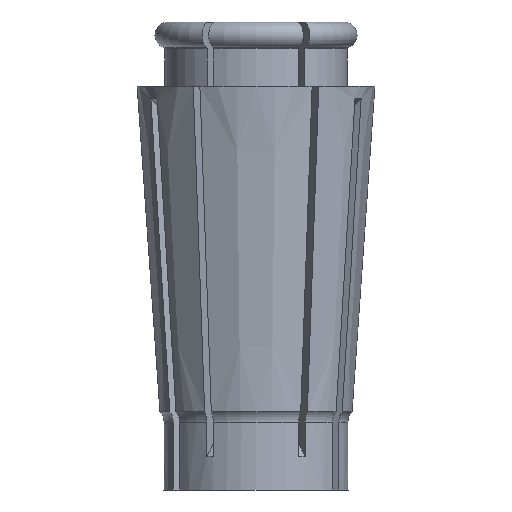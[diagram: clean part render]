
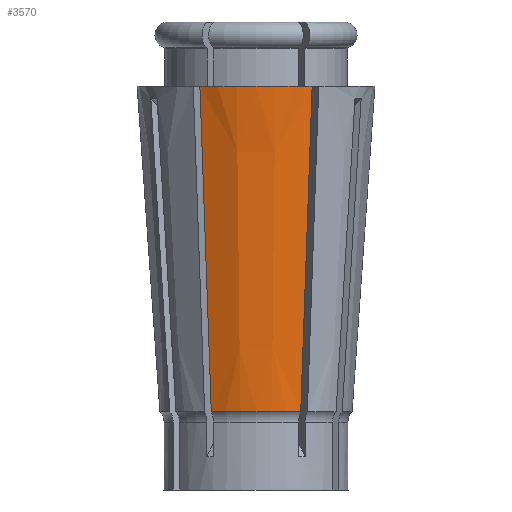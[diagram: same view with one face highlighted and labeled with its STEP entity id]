
A CAD part, left-side view. The second image highlights one B-rep face of the part: STEP entity #3570.
In plain terms, the highlighted conical face has half-angle 4 degrees and reference radius 6.268 mm.
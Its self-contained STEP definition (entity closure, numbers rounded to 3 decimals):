
#65 = AXIS2_PLACEMENT_3D ( 'NONE', #546, #3893, #3932 ) ;
#165 = ORIENTED_EDGE ( 'NONE', *, *, #2457, .F. ) ;
#178 = CARTESIAN_POINT ( 'NONE',  ( -6.021, 3.187, -17.607 ) ) ;
#234 = CARTESIAN_POINT ( 'NONE',  ( -6.449, 3.435, -10.541 ) ) ;
#295 = CARTESIAN_POINT ( 'NONE',  ( -6.021, -3.187, -17.607 ) ) ;
#523 = CARTESIAN_POINT ( 'NONE',  ( 0., 0., -25.4 ) ) ;
#546 = CARTESIAN_POINT ( 'NONE',  ( 0., 0., -25.4 ) ) ;
#577 = DIRECTION ( 'NONE',  ( 1., 0., 0. ) ) ;
#689 = CARTESIAN_POINT ( 'NONE',  ( -5.785, -3.051, -21.504 ) ) ;
#835 = EDGE_LOOP ( 'NONE', ( #1025, #3627, #2695, #165 ) ) ;
#1025 = ORIENTED_EDGE ( 'NONE', *, *, #2437, .F. ) ;
#1027 = CARTESIAN_POINT ( 'NONE',  ( -6.641, -3.546, -7.37 ) ) ;
#1264 = CARTESIAN_POINT ( 'NONE',  ( -5.549, -2.915, -25.4 ) ) ;
#1325 = CARTESIAN_POINT ( 'NONE',  ( -5.549, -2.915, -25.4 ) ) ;
#1416 = CIRCLE ( 'NONE', #2972, 6.268 ) ;
#1426 = VERTEX_POINT ( 'NONE', #2764 ) ;
#1473 = VERTEX_POINT ( 'NONE', #1325 ) ;
#1489 = CARTESIAN_POINT ( 'NONE',  ( -6.257, -3.324, -13.711 ) ) ;
#1672 = EDGE_CURVE ( 'NONE', #1780, #1473, #1416, .T. ) ;
#1685 = CARTESIAN_POINT ( 'NONE',  ( -5.785, 3.051, -21.504 ) ) ;
#1780 = VERTEX_POINT ( 'NONE', #3931 ) ;
#1828 = EDGE_CURVE ( 'NONE', #1473, #1426, #2175, .T. ) ;
#1994 = CARTESIAN_POINT ( 'NONE',  ( -6.833, 3.656, -4.2 ) ) ;
#2175 = B_SPLINE_CURVE_WITH_KNOTS ( 'NONE', 3,
 ( #1264, #689, #295, #1489, #2381, #1027, #2179 ),
 .UNSPECIFIED., .F., .F.,
 ( 4, 3, 4 ),
 ( 0., 0.012, 0.021 ),
 .UNSPECIFIED. ) ;
#2179 = CARTESIAN_POINT ( 'NONE',  ( -6.833, -3.656, -4.2 ) ) ;
#2329 = CARTESIAN_POINT ( 'NONE',  ( -6.641, 3.546, -7.37 ) ) ;
#2355 = CARTESIAN_POINT ( 'NONE',  ( 0., 0., -4.2 ) ) ;
#2379 = AXIS2_PLACEMENT_3D ( 'NONE', #2355, #2680, #577 ) ;
#2381 = CARTESIAN_POINT ( 'NONE',  ( -6.449, -3.435, -10.541 ) ) ;
#2437 = EDGE_CURVE ( 'NONE', #1780, #2691, #3825, .T. ) ;
#2457 = EDGE_CURVE ( 'NONE', #2691, #1426, #2939, .T. ) ;
#2596 = CARTESIAN_POINT ( 'NONE',  ( -6.257, 3.324, -13.711 ) ) ;
#2680 = DIRECTION ( 'NONE',  ( 0., 0., 1. ) ) ;
#2691 = VERTEX_POINT ( 'NONE', #1994 ) ;
#2695 = ORIENTED_EDGE ( 'NONE', *, *, #1828, .T. ) ;
#2764 = CARTESIAN_POINT ( 'NONE',  ( -6.833, -3.656, -4.2 ) ) ;
#2939 = CIRCLE ( 'NONE', #2379, 7.75 ) ;
#2972 = AXIS2_PLACEMENT_3D ( 'NONE', #523, #3295, #3881 ) ;
#3295 = DIRECTION ( 'NONE',  ( 0., 0., 1. ) ) ;
#3511 = FACE_OUTER_BOUND ( 'NONE', #835, .T. ) ;
#3514 = CARTESIAN_POINT ( 'NONE',  ( -5.549, 2.915, -25.4 ) ) ;
#3570 = ADVANCED_FACE ( 'NONE', ( #3511 ), #3648, .T. ) ;
#3593 = CARTESIAN_POINT ( 'NONE',  ( -6.833, 3.656, -4.2 ) ) ;
#3627 = ORIENTED_EDGE ( 'NONE', *, *, #1672, .T. ) ;
#3648 = CONICAL_SURFACE ( 'NONE', #65, 6.268, 0.07 ) ;
#3825 = B_SPLINE_CURVE_WITH_KNOTS ( 'NONE', 3,
 ( #3514, #1685, #178, #2596, #234, #2329, #3593 ),
 .UNSPECIFIED., .F., .F.,
 ( 4, 3, 4 ),
 ( 0., 0.012, 0.021 ),
 .UNSPECIFIED. ) ;
#3881 = DIRECTION ( 'NONE',  ( 1., 0., 0. ) ) ;
#3893 = DIRECTION ( 'NONE',  ( 0., 0., 1. ) ) ;
#3931 = CARTESIAN_POINT ( 'NONE',  ( -5.549, 2.915, -25.4 ) ) ;
#3932 = DIRECTION ( 'NONE',  ( 1., 0., 0. ) ) ;
